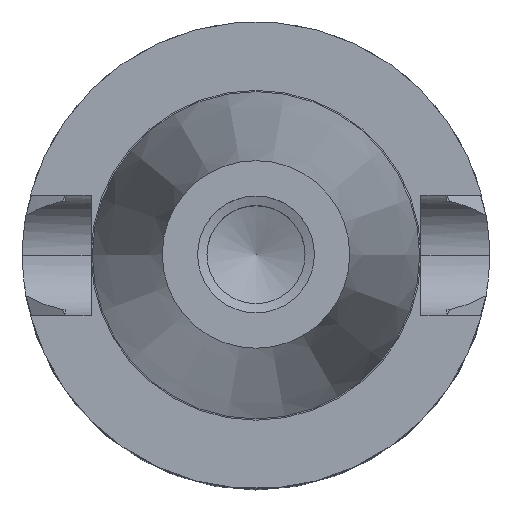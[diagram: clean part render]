
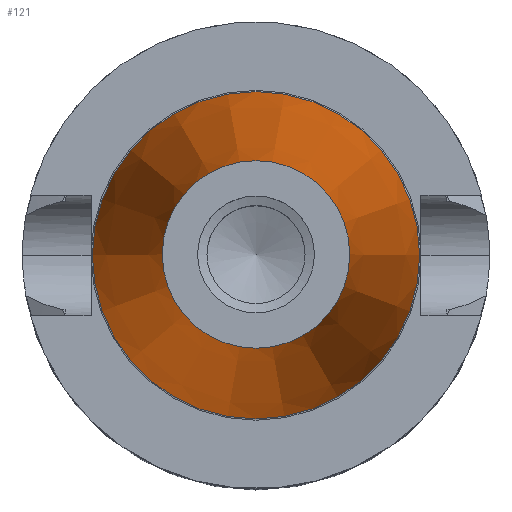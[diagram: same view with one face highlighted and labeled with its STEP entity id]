
A CAD part, top view. The second image highlights one B-rep face of the part: STEP entity #121.
In plain terms, the highlighted conical face has half-angle 8.298 degrees and reference radius 20.078 mm.
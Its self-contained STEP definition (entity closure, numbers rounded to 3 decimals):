
#35=CONICAL_SURFACE('',#762,20.078,8.298);
#56=FACE_BOUND('',#212,.T.);
#57=FACE_BOUND('',#213,.T.);
#121=ADVANCED_FACE('',(#56,#57),#35,.T.);
#212=EDGE_LOOP('',(#333));
#213=EDGE_LOOP('',(#334));
#272=CIRCLE('',#756,35.027);
#274=CIRCLE('',#760,20.078);
#333=ORIENTED_EDGE('',*,*,#579,.T.);
#334=ORIENTED_EDGE('',*,*,#577,.F.);
#506=VERTEX_POINT('',#1107);
#508=VERTEX_POINT('',#1113);
#577=EDGE_CURVE('',#506,#506,#272,.T.);
#579=EDGE_CURVE('',#508,#508,#274,.T.);
#756=AXIS2_PLACEMENT_3D('',#1106,#878,#879);
#760=AXIS2_PLACEMENT_3D('',#1112,#886,#887);
#762=AXIS2_PLACEMENT_3D('',#1115,#890,#891);
#878=DIRECTION('',(0.,0.,-1.));
#879=DIRECTION('',(-1.,0.,0.));
#886=DIRECTION('',(0.,0.,-1.));
#887=DIRECTION('',(-1.,0.,0.));
#890=DIRECTION('',(0.,0.,-1.));
#891=DIRECTION('',(-1.,0.,0.));
#1106=CARTESIAN_POINT('',(0.,0.,-0.7));
#1107=CARTESIAN_POINT('',(-35.027,0.,-0.7));
#1112=CARTESIAN_POINT('',(0.,0.,101.8));
#1113=CARTESIAN_POINT('',(-20.078,0.,101.8));
#1115=CARTESIAN_POINT('',(0.,0.,101.8));
